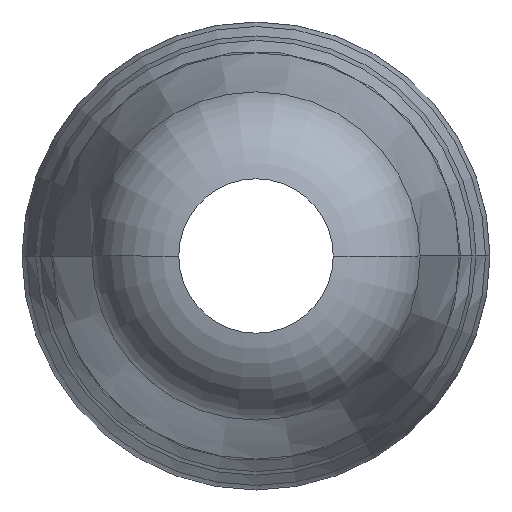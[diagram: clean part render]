
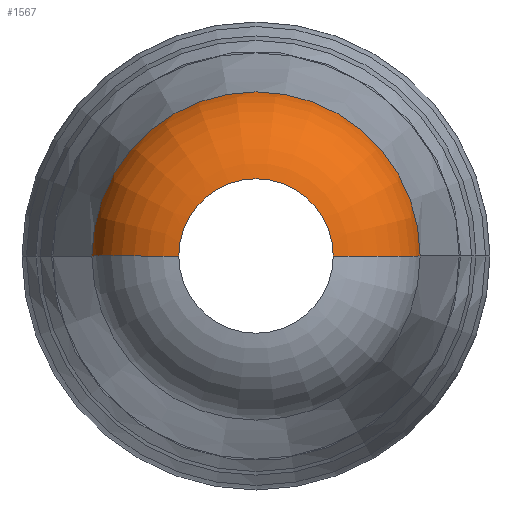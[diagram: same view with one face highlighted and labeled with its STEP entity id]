
A CAD part, front view. The second image highlights one B-rep face of the part: STEP entity #1567.
In plain terms, the highlighted toroidal (fillet/blend) face has major radius 1.216 mm and minor radius 2 mm.
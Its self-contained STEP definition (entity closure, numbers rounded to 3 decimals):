
#38 = VERTEX_POINT ( 'NONE', #621 ) ;
#153 = CIRCLE ( 'NONE', #1034, 3.188 ) ;
#381 = DIRECTION ( 'NONE',  ( 1., 0., 0. ) ) ;
#393 = CARTESIAN_POINT ( 'NONE',  ( 0., -5.065, 0. ) ) ;
#401 = CIRCLE ( 'NONE', #1004, 2. ) ;
#440 = CARTESIAN_POINT ( 'NONE',  ( 1.216, -5.065, 0. ) ) ;
#475 = AXIS2_PLACEMENT_3D ( 'NONE', #393, #526, #896 ) ;
#526 = DIRECTION ( 'NONE',  ( 0., -1., 0. ) ) ;
#621 = CARTESIAN_POINT ( 'NONE',  ( -3.188, -5.399, 0. ) ) ;
#712 = DIRECTION ( 'NONE',  ( 0., 1., 0. ) ) ;
#794 = EDGE_CURVE ( 'NONE', #38, #1551, #1241, .T. ) ;
#851 = AXIS2_PLACEMENT_3D ( 'NONE', #1169, #1230, #871 ) ;
#871 = DIRECTION ( 'NONE',  ( 1., 0., 0. ) ) ;
#896 = DIRECTION ( 'NONE',  ( 1., 0., 0. ) ) ;
#974 = ORIENTED_EDGE ( 'NONE', *, *, #1301, .F. ) ;
#1004 = AXIS2_PLACEMENT_3D ( 'NONE', #440, #1114, #1623 ) ;
#1034 = AXIS2_PLACEMENT_3D ( 'NONE', #1202, #712, #381 ) ;
#1114 = DIRECTION ( 'NONE',  ( 0., 0., -1. ) ) ;
#1169 = CARTESIAN_POINT ( 'NONE',  ( 0., -7.045, 0. ) ) ;
#1202 = CARTESIAN_POINT ( 'NONE',  ( 0., -5.399, 0. ) ) ;
#1230 = DIRECTION ( 'NONE',  ( 0., -1., 0. ) ) ;
#1241 = CIRCLE ( 'NONE', #1646, 2. ) ;
#1245 = VERTEX_POINT ( 'NONE', #1437 ) ;
#1301 = EDGE_CURVE ( 'NONE', #1653, #1245, #401, .T. ) ;
#1359 = ORIENTED_EDGE ( 'NONE', *, *, #1533, .F. ) ;
#1365 = CARTESIAN_POINT ( 'NONE',  ( 3.188, -5.399, 0. ) ) ;
#1393 = ORIENTED_EDGE ( 'NONE', *, *, #1582, .F. ) ;
#1437 = CARTESIAN_POINT ( 'NONE',  ( 1.5, -7.045, 0. ) ) ;
#1442 = DIRECTION ( 'NONE',  ( 0., 0., 1. ) ) ;
#1465 = CIRCLE ( 'NONE', #851, 1.5 ) ;
#1533 = EDGE_CURVE ( 'NONE', #1245, #1551, #1465, .T. ) ;
#1551 = VERTEX_POINT ( 'NONE', #2039 ) ;
#1567 = ADVANCED_FACE ( 'NONE', ( #1741 ), #2086, .T. ) ;
#1582 = EDGE_CURVE ( 'NONE', #38, #1653, #153, .T. ) ;
#1623 = DIRECTION ( 'NONE',  ( -1., 0., 0. ) ) ;
#1646 = AXIS2_PLACEMENT_3D ( 'NONE', #1782, #1442, #1942 ) ;
#1653 = VERTEX_POINT ( 'NONE', #1365 ) ;
#1741 = FACE_OUTER_BOUND ( 'NONE', #1918, .T. ) ;
#1782 = CARTESIAN_POINT ( 'NONE',  ( -1.216, -5.065, 0. ) ) ;
#1918 = EDGE_LOOP ( 'NONE', ( #1393, #2128, #1359, #974 ) ) ;
#1942 = DIRECTION ( 'NONE',  ( 1., 0., 0. ) ) ;
#2039 = CARTESIAN_POINT ( 'NONE',  ( -1.5, -7.045, 0. ) ) ;
#2086 = TOROIDAL_SURFACE ( 'NONE', #475, 1.216, 2. ) ;
#2128 = ORIENTED_EDGE ( 'NONE', *, *, #794, .T. ) ;
